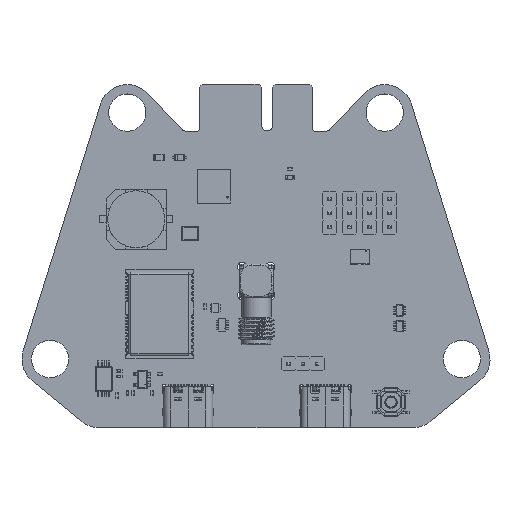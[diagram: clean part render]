
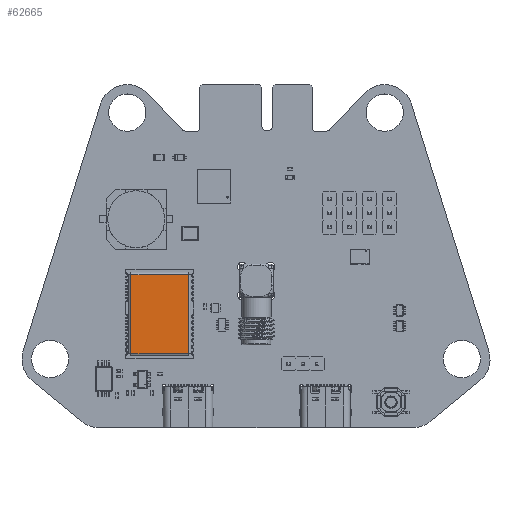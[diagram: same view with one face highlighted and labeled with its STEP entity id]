
A CAD part, top view. The second image highlights one B-rep face of the part: STEP entity #62665.
In plain terms, the highlighted face is planar.
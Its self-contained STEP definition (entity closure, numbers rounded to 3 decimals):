
#61916 = VERTEX_POINT('',#61917);
#61917 = CARTESIAN_POINT('',(-5.2,2.6,-7.1));
#61933 = VERTEX_POINT('',#61934);
#61934 = CARTESIAN_POINT('',(-5.2,2.6,7.1));
#61941 = EDGE_CURVE('',#61916,#61933,#61942,.T.);
#61942 = LINE('',#61943,#61944);
#61943 = CARTESIAN_POINT('',(-5.2,2.6,-7.293));
#61944 = VECTOR('',#61945,1.);
#61945 = DIRECTION('',(-0.,0.,1.));
#62194 = VERTEX_POINT('',#62195);
#62195 = CARTESIAN_POINT('',(5.2,2.6,-7.1));
#62204 = EDGE_CURVE('',#62205,#62194,#62207,.T.);
#62205 = VERTEX_POINT('',#62206);
#62206 = CARTESIAN_POINT('',(5.2,2.6,7.1));
#62207 = LINE('',#62208,#62209);
#62208 = CARTESIAN_POINT('',(5.2,2.6,7.293));
#62209 = VECTOR('',#62210,1.);
#62210 = DIRECTION('',(-0.,0.,-1.));
#62665 = ADVANCED_FACE('',(#62666),#62682,.F.);
#62666 = FACE_BOUND('',#62667,.T.);
#62667 = EDGE_LOOP('',(#62668,#62674,#62675,#62681));
#62668 = ORIENTED_EDGE('',*,*,#62669,.T.);
#62669 = EDGE_CURVE('',#61933,#62205,#62670,.T.);
#62670 = LINE('',#62671,#62672);
#62671 = CARTESIAN_POINT('',(-5.393,2.6,7.1));
#62672 = VECTOR('',#62673,1.);
#62673 = DIRECTION('',(1.,0.,0.));
#62674 = ORIENTED_EDGE('',*,*,#62204,.T.);
#62675 = ORIENTED_EDGE('',*,*,#62676,.T.);
#62676 = EDGE_CURVE('',#62194,#61916,#62677,.T.);
#62677 = LINE('',#62678,#62679);
#62678 = CARTESIAN_POINT('',(5.393,2.6,-7.1));
#62679 = VECTOR('',#62680,1.);
#62680 = DIRECTION('',(-1.,0.,0.));
#62681 = ORIENTED_EDGE('',*,*,#61941,.T.);
#62682 = PLANE('',#62683);
#62683 = AXIS2_PLACEMENT_3D('',#62684,#62685,#62686);
#62684 = CARTESIAN_POINT('',(0.,2.6,0.));
#62685 = DIRECTION('',(0.,-1.,0.));
#62686 = DIRECTION('',(0.,-0.,-1.));
